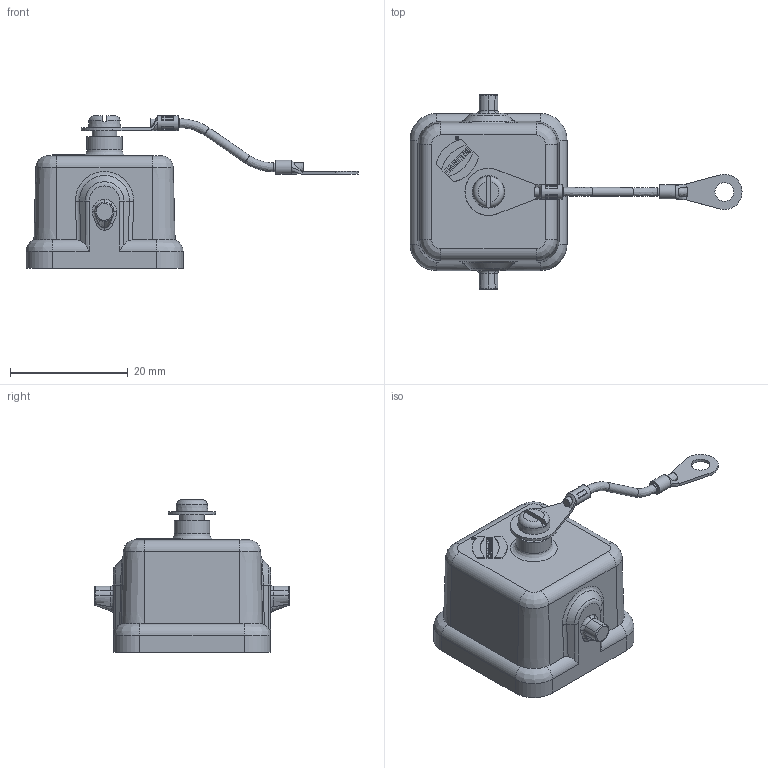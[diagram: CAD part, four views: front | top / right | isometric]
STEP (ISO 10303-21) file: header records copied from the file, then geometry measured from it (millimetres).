
FILE_DESCRIPTION(/* description */ (''),/* implementation_level */ '2;1');
FILE_NAME(/* name */ '100205105ugm000_b.stp',/* time_stamp */ '2014-06-03T13:09:56+02:00',/* author */ (''),/* organization */ (''),/* preprocessor_version */ 'ST-DEVELOPER v15',/* originating_system */ 'SIEMENS PLM Software NX 8.5',/* authorisation */ '');
FILE_SCHEMA (('AUTOMOTIVE_DESIGN { 1 0 10303 214 3 1 1 1 }'));
Length unit declared in the file: millimetre
Products named in the file (1): 100205105ugm000_b
Bounding box: 56.45 x 33.1 x 25.9 mm (x, y, z)
Volume: 3503.2 mm3; surface area: 5106.2 mm2
Topology: 2 solids, 2 shells, 365 faces, 893 edges, 580 vertices
Faces by surface type: plane 176, bspline 105, cylinder 62, cone 16, revolution 4, torus 2
Full cylindrical faces by diameter (mm): 0.452 x1, 0.591 x1, 2.4 x1, 2.5 x1, 3 x1, 3.2 x1, 4.15 x1, 4.3 x1, 6 x1
Entity records: 15424 total; most frequent: CARTESIAN_POINT 4852, ORIENTED_EDGE 1716, DIRECTION 1442, EDGE_CURVE 858, VERTEX_POINT 544, LINE 508, VECTOR 508, AXIS2_PLACEMENT_3D 465
